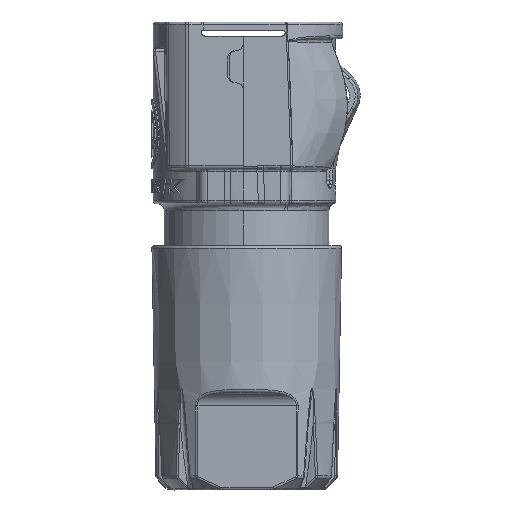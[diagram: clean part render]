
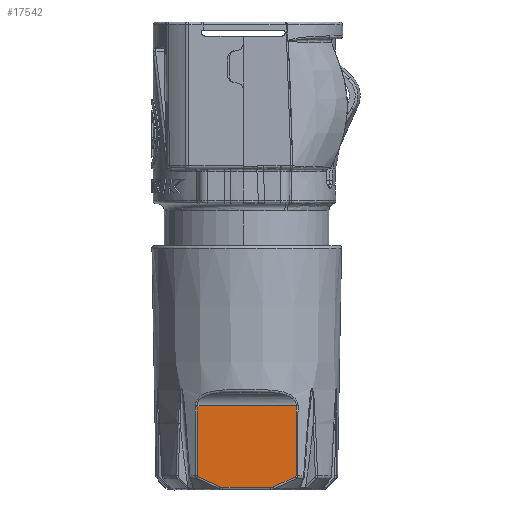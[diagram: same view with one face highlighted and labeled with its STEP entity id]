
A CAD part, left-side view. The second image highlights one B-rep face of the part: STEP entity #17542.
In plain terms, the highlighted planar face has unit normal (-1, 0, -0.018).
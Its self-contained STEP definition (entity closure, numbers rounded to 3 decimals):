
#2626=DIRECTION('',(0.,1.,0.));
#2627=VECTOR('',#2626,7.122);
#2628=CARTESIAN_POINT('',(-5.505,-3.811,
-27.482));
#2629=LINE('',#2628,#2627);
#2630=CARTESIAN_POINT('',(-5.505,3.311,
-27.482));
#2666=CARTESIAN_POINT('',(-5.505,-3.811,
-27.482));
#2667=CARTESIAN_POINT('',(-5.495,-3.808,
-28.036));
#2668=CARTESIAN_POINT('',(-5.476,-3.802,
-29.143));
#2669=CARTESIAN_POINT('',(-5.447,-3.793,
-30.809));
#2670=CARTESIAN_POINT('',(-5.428,-3.787,
-31.922));
#2671=CARTESIAN_POINT('',(-5.418,-3.784,
-32.479));
#2673=CARTESIAN_POINT('',(-5.418,-3.784,
-32.479));
#2674=CARTESIAN_POINT('',(-5.418,-3.784,
-32.481));
#2675=CARTESIAN_POINT('',(-5.418,-3.784,
-32.487));
#2676=CARTESIAN_POINT('',(-5.418,-3.782,
-32.494));
#2677=CARTESIAN_POINT('',(-5.417,-3.779,
-32.502));
#2678=CARTESIAN_POINT('',(-5.417,-3.776,
-32.509));
#2679=CARTESIAN_POINT('',(-5.417,-3.77,
-32.517));
#2680=CARTESIAN_POINT('',(-5.417,-3.764,
-32.525));
#2681=CARTESIAN_POINT('',(-5.417,-3.756,
-32.532));
#2682=CARTESIAN_POINT('',(-5.417,-3.746,
-32.54));
#2683=CARTESIAN_POINT('',(-5.417,-3.738,
-32.545));
#2684=CARTESIAN_POINT('',(-5.417,-3.734,
-32.548));
#2686=CARTESIAN_POINT('',(-5.417,-3.734,
-32.548));
#2687=CARTESIAN_POINT('',(-5.416,-3.638,
-32.602));
#2688=CARTESIAN_POINT('',(-5.414,-3.445,
-32.707));
#2689=CARTESIAN_POINT('',(-5.411,-3.161,
-32.853));
#2690=CARTESIAN_POINT('',(-5.409,-2.857,
-32.998));
#2691=CARTESIAN_POINT('',(-5.406,-2.54,
-33.135));
#2692=CARTESIAN_POINT('',(-5.405,-2.297,
-33.229));
#2693=CARTESIAN_POINT('',(-5.404,-2.169,
-33.274));
#2695=CARTESIAN_POINT('',(-5.404,-2.169,
-33.274));
#2696=CARTESIAN_POINT('',(-5.404,-2.151,
-33.28));
#2697=CARTESIAN_POINT('',(-5.404,-2.115,
-33.29));
#2698=CARTESIAN_POINT('',(-5.404,-2.058,
-33.298));
#2699=CARTESIAN_POINT('',(-5.403,-2.004,
-33.303));
#2700=CARTESIAN_POINT('',(-5.403,-1.971,
-33.303));
#2701=CARTESIAN_POINT('',(-5.403,-1.955,
-33.303));
#2703=DIRECTION('',(0.,1.,0.));
#2704=VECTOR('',#2703,3.41);
#2705=CARTESIAN_POINT('',(-5.403,-1.955,
-33.303));
#2706=LINE('',#2705,#2704);
#2707=CARTESIAN_POINT('',(-5.403,1.455,
-33.303));
#2708=CARTESIAN_POINT('',(-5.403,1.48,
-33.303));
#2709=CARTESIAN_POINT('',(-5.403,1.528,
-33.302));
#2710=CARTESIAN_POINT('',(-5.404,1.603,
-33.293));
#2711=CARTESIAN_POINT('',(-5.404,1.647,
-33.281));
#2712=CARTESIAN_POINT('',(-5.404,1.669,
-33.274));
#2714=CARTESIAN_POINT('',(-5.404,1.669,
-33.274));
#2715=CARTESIAN_POINT('',(-5.405,1.791,
-33.231));
#2716=CARTESIAN_POINT('',(-5.406,2.037,
-33.137));
#2717=CARTESIAN_POINT('',(-5.409,2.39,
-32.984));
#2718=CARTESIAN_POINT('',(-5.412,2.793,
-32.788));
#2719=CARTESIAN_POINT('',(-5.415,3.083,
-32.633));
#2720=CARTESIAN_POINT('',(-5.417,3.234,
-32.548));
#2722=CARTESIAN_POINT('',(-5.417,3.234,
-32.548));
#2723=CARTESIAN_POINT('',(-5.417,3.238,
-32.545));
#2724=CARTESIAN_POINT('',(-5.417,3.245,
-32.54));
#2725=CARTESIAN_POINT('',(-5.417,3.255,
-32.533));
#2726=CARTESIAN_POINT('',(-5.417,3.263,
-32.526));
#2727=CARTESIAN_POINT('',(-5.417,3.269,
-32.518));
#2728=CARTESIAN_POINT('',(-5.417,3.275,
-32.511));
#2729=CARTESIAN_POINT('',(-5.417,3.279,
-32.503));
#2730=CARTESIAN_POINT('',(-5.418,3.282,
-32.496));
#2731=CARTESIAN_POINT('',(-5.418,3.284,
-32.488));
#2732=CARTESIAN_POINT('',(-5.418,3.284,
-32.482));
#2733=CARTESIAN_POINT('',(-5.418,3.284,
-32.479));
#2735=CARTESIAN_POINT('',(-5.418,3.284,
-32.479));
#2736=CARTESIAN_POINT('',(-5.428,3.287,
-31.922));
#2737=CARTESIAN_POINT('',(-5.447,3.293,
-30.809));
#2738=CARTESIAN_POINT('',(-5.476,3.302,
-29.143));
#2739=CARTESIAN_POINT('',(-5.495,3.308,
-28.036));
#2740=CARTESIAN_POINT('',(-5.505,3.311,
-27.482));
#13823=VERTEX_POINT('',#2722);
#13824=VERTEX_POINT('',#2733);
#13826=VERTEX_POINT('',#2714);
#13828=VERTEX_POINT('',#2707);
#13831=CARTESIAN_POINT('',(-5.403,-1.955,
-33.303));
#13832=VERTEX_POINT('',#13831);
#13835=VERTEX_POINT('',#2666);
#13836=VERTEX_POINT('',#2671);
#13838=VERTEX_POINT('',#2630);
#13944=VERTEX_POINT('',#2684);
#13946=VERTEX_POINT('',#2693);
#17525=CARTESIAN_POINT('',(-5.4,4.75,-33.5));
#17526=DIRECTION('',(1.,0.,0.017));
#17527=DIRECTION('',(0.,1.,0.));
#17528=AXIS2_PLACEMENT_3D('',#17525,#17526,#17527);
#17529=PLANE('',#17528);
#17530=ORIENTED_EDGE('',*,*,#17519,.F.);
#17531=ORIENTED_EDGE('',*,*,#17042,.T.);
#17532=ORIENTED_EDGE('',*,*,#17101,.T.);
#17533=ORIENTED_EDGE('',*,*,#17143,.T.);
#17534=ORIENTED_EDGE('',*,*,#17180,.T.);
#17535=ORIENTED_EDGE('',*,*,#17195,.T.);
#17536=ORIENTED_EDGE('',*,*,#17229,.T.);
#17537=ORIENTED_EDGE('',*,*,#17267,.T.);
#17538=ORIENTED_EDGE('',*,*,#17325,.T.);
#17539=ORIENTED_EDGE('',*,*,#17358,.T.);
#17540=EDGE_LOOP('',(#17530,#17531,#17532,#17533,#17534,#17535,#17536,#17537,
#17538,#17539));
#17541=FACE_OUTER_BOUND('',#17540,.F.);
#17542=ADVANCED_FACE('',(#17541),#17529,.F.);
#2672=B_SPLINE_CURVE_WITH_KNOTS('',3,(#2666,#2667,#2668,#2669,#2670,#2671),
.UNSPECIFIED.,.F.,.F.,(4,1,1,4),(0.,0.333,0.667,1.),
.UNSPECIFIED.);
#2685=B_SPLINE_CURVE_WITH_KNOTS('',3,(#2673,#2674,#2675,#2676,#2677,#2678,#2679,
#2680,#2681,#2682,#2683,#2684),.UNSPECIFIED.,.F.,.F.,(4,1,1,1,1,1,1,1,1,4),
(0.,0.111,0.222,0.333,0.444,
0.556,0.667,0.778,0.889,1.),
.UNSPECIFIED.);
#2694=B_SPLINE_CURVE_WITH_KNOTS('',3,(#2686,#2687,#2688,#2689,#2690,#2691,#2692,
#2693),.UNSPECIFIED.,.F.,.F.,(4,1,1,1,1,4),(0.,0.2,0.4,0.6,0.8,1.),
.UNSPECIFIED.);
#2702=B_SPLINE_CURVE_WITH_KNOTS('',3,(#2695,#2696,#2697,#2698,#2699,#2700,
#2701),.UNSPECIFIED.,.F.,.F.,(4,1,1,1,4),(0.,0.25,0.5,0.75,1.),
.UNSPECIFIED.);
#2713=B_SPLINE_CURVE_WITH_KNOTS('',3,(#2707,#2708,#2709,#2710,#2711,#2712),
.UNSPECIFIED.,.F.,.F.,(4,1,1,4),(0.,0.333,0.667,1.),
.UNSPECIFIED.);
#2721=B_SPLINE_CURVE_WITH_KNOTS('',3,(#2714,#2715,#2716,#2717,#2718,#2719,
#2720),.UNSPECIFIED.,.F.,.F.,(4,1,1,1,4),(0.,0.25,0.5,0.75,1.),
.UNSPECIFIED.);
#2734=B_SPLINE_CURVE_WITH_KNOTS('',3,(#2722,#2723,#2724,#2725,#2726,#2727,#2728,
#2729,#2730,#2731,#2732,#2733),.UNSPECIFIED.,.F.,.F.,(4,1,1,1,1,1,1,1,1,4),
(0.,0.111,0.222,0.333,0.444,
0.556,0.667,0.778,0.889,1.),
.UNSPECIFIED.);
#2741=B_SPLINE_CURVE_WITH_KNOTS('',3,(#2735,#2736,#2737,#2738,#2739,#2740),
.UNSPECIFIED.,.F.,.F.,(4,1,1,4),(0.,0.333,0.667,1.),
.UNSPECIFIED.);
#17042=EDGE_CURVE('',#13835,#13836,#2672,.T.);
#17101=EDGE_CURVE('',#13836,#13944,#2685,.T.);
#17143=EDGE_CURVE('',#13944,#13946,#2694,.T.);
#17180=EDGE_CURVE('',#13946,#13832,#2702,.T.);
#17195=EDGE_CURVE('',#13832,#13828,#2706,.T.);
#17229=EDGE_CURVE('',#13828,#13826,#2713,.T.);
#17267=EDGE_CURVE('',#13826,#13823,#2721,.T.);
#17325=EDGE_CURVE('',#13823,#13824,#2734,.T.);
#17358=EDGE_CURVE('',#13824,#13838,#2741,.T.);
#17519=EDGE_CURVE('',#13835,#13838,#2629,.T.);
